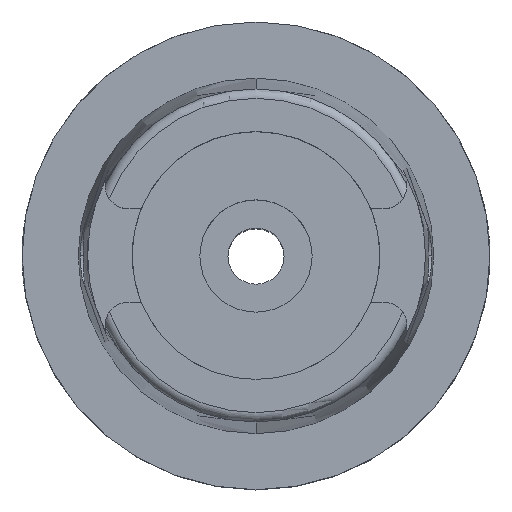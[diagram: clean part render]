
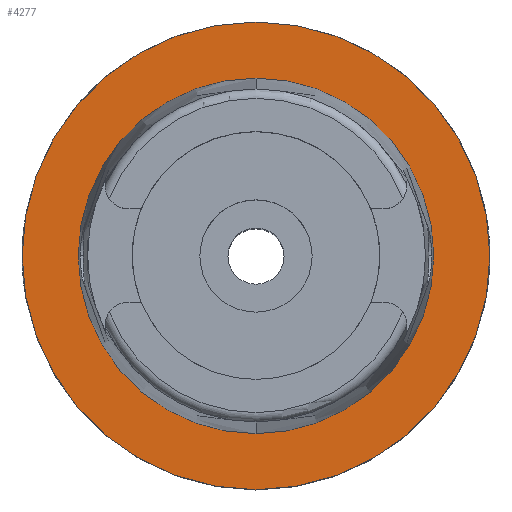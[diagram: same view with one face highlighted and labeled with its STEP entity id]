
A CAD part, top view. The second image highlights one B-rep face of the part: STEP entity #4277.
In plain terms, the highlighted planar face has unit normal (0, 0, 1).
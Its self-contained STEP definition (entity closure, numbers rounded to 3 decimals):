
#2025=CARTESIAN_POINT('',(0.,0.,0.));
#2026=DIRECTION('',(0.,0.,-1.));
#2027=DIRECTION('',(0.,-1.,0.));
#2028=AXIS2_PLACEMENT_3D('',#2025,#2026,#2027);
#2033=CARTESIAN_POINT('',(0.,0.,0.));
#2034=DIRECTION('',(0.,0.,-1.));
#2035=DIRECTION('',(0.,1.,0.));
#2036=AXIS2_PLACEMENT_3D('',#2033,#2034,#2035);
#2041=CARTESIAN_POINT('',(0.,0.,0.));
#2042=DIRECTION('',(0.,0.,1.));
#2043=DIRECTION('',(0.,-1.,0.));
#2044=AXIS2_PLACEMENT_3D('',#2041,#2042,#2043);
#2049=CARTESIAN_POINT('',(0.,0.,0.));
#2050=DIRECTION('',(0.,0.,1.));
#2051=DIRECTION('',(0.,1.,0.));
#2052=AXIS2_PLACEMENT_3D('',#2049,#2050,#2051);
#2486=CARTESIAN_POINT('',(0.,-38.,0.));
#2487=VERTEX_POINT('',#2486);
#2488=CARTESIAN_POINT('',(0.,38.,0.));
#2489=VERTEX_POINT('',#2488);
#2751=CARTESIAN_POINT('',(0.,50.,0.));
#2752=VERTEX_POINT('',#2751);
#2753=CARTESIAN_POINT('',(0.,-50.,0.));
#2754=VERTEX_POINT('',#2753);
#4264=CARTESIAN_POINT('',(0.,0.,0.));
#4265=DIRECTION('',(0.,0.,1.));
#4266=DIRECTION('',(0.,1.,0.));
#4267=AXIS2_PLACEMENT_3D('',#4264,#4265,#4266);
#4268=PLANE('',#4267);
#4269=ORIENTED_EDGE('',*,*,#4029,.T.);
#4270=ORIENTED_EDGE('',*,*,#4138,.T.);
#4271=EDGE_LOOP('',(#4269,#4270));
#4272=FACE_OUTER_BOUND('',#4271,.F.);
#4273=ORIENTED_EDGE('',*,*,#3005,.T.);
#4274=ORIENTED_EDGE('',*,*,#2976,.T.);
#4275=EDGE_LOOP('',(#4273,#4274));
#4276=FACE_BOUND('',#4275,.F.);
#2029=CIRCLE('',#2028,50.);
#2037=CIRCLE('',#2036,50.);
#2045=CIRCLE('',#2044,38.);
#2053=CIRCLE('',#2052,38.);
#2976=EDGE_CURVE('',#2489,#2487,#2053,.T.);
#3005=EDGE_CURVE('',#2487,#2489,#2045,.T.);
#4029=EDGE_CURVE('',#2754,#2752,#2029,.T.);
#4138=EDGE_CURVE('',#2752,#2754,#2037,.T.);
#4277=ADVANCED_FACE('',(#4272,#4276),#4268,.T.);
